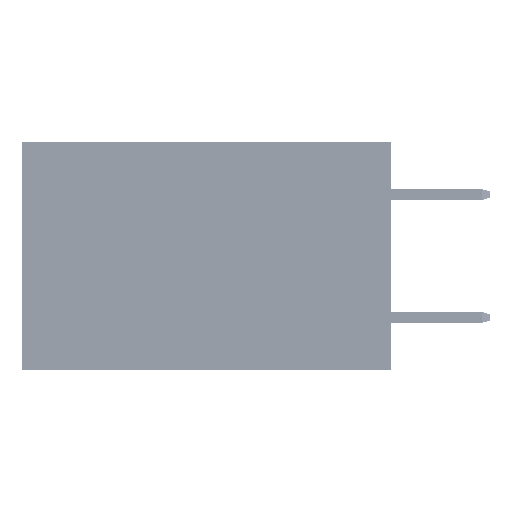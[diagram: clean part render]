
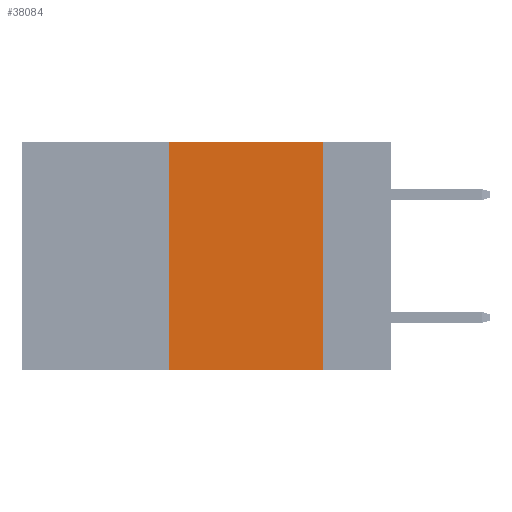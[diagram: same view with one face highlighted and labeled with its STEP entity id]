
A CAD part, left-side view. The second image highlights one B-rep face of the part: STEP entity #38084.
In plain terms, the highlighted planar face has unit normal (-1, 0, 0).
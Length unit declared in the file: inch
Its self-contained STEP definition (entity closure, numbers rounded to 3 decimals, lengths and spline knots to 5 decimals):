
#2716 = VECTOR ( 'NONE', #37213, 39.37008 ) ;
#3544 = DIRECTION ( 'NONE',  ( 0., 0., 1. ) ) ;
#3676 = VERTEX_POINT ( 'NONE', #8728 ) ;
#4321 = VECTOR ( 'NONE', #5883, 39.37008 ) ;
#4643 = LINE ( 'NONE', #44828, #11183 ) ;
#5306 = LINE ( 'NONE', #19898, #36503 ) ;
#5883 = DIRECTION ( 'NONE',  ( 0., -1., 0. ) ) ;
#6837 = CARTESIAN_POINT ( 'NONE',  ( 0., 0.36, 0. ) ) ;
#8728 = CARTESIAN_POINT ( 'NONE',  ( 0., 0.11, -0.37 ) ) ;
#9298 = FACE_OUTER_BOUND ( 'NONE', #21760, .T. ) ;
#9648 = DIRECTION ( 'NONE',  ( 1., 0., 0. ) ) ;
#10475 = CARTESIAN_POINT ( 'NONE',  ( 0., 0.11, 0. ) ) ;
#11183 = VECTOR ( 'NONE', #3544, 39.37008 ) ;
#11371 = VERTEX_POINT ( 'NONE', #10475 ) ;
#12639 = LINE ( 'NONE', #48334, #4321 ) ;
#13612 = AXIS2_PLACEMENT_3D ( 'NONE', #24553, #9648, #32269 ) ;
#15980 = DIRECTION ( 'NONE',  ( 0., -1., 0. ) ) ;
#17196 = EDGE_CURVE ( 'NONE', #11371, #3676, #18070, .T. ) ;
#18070 = LINE ( 'NONE', #41311, #2716 ) ;
#19898 = CARTESIAN_POINT ( 'NONE',  ( 0., 0.6, 0. ) ) ;
#21109 = PLANE ( 'NONE',  #13612 ) ;
#21760 = EDGE_LOOP ( 'NONE', ( #37228, #43310, #45386, #37573 ) ) ;
#24553 = CARTESIAN_POINT ( 'NONE',  ( 0., 0.6, 0. ) ) ;
#31294 = VERTEX_POINT ( 'NONE', #42266 ) ;
#31538 = EDGE_CURVE ( 'NONE', #31294, #3676, #12639, .T. ) ;
#32269 = DIRECTION ( 'NONE',  ( 0., 0., -1. ) ) ;
#36241 = EDGE_CURVE ( 'NONE', #31294, #45826, #4643, .T. ) ;
#36503 = VECTOR ( 'NONE', #15980, 39.37008 ) ;
#37213 = DIRECTION ( 'NONE',  ( 0., 0., -1. ) ) ;
#37228 = ORIENTED_EDGE ( 'NONE', *, *, #17196, .F. ) ;
#37573 = ORIENTED_EDGE ( 'NONE', *, *, #31538, .T. ) ;
#38084 = ADVANCED_FACE ( 'NONE', ( #9298 ), #21109, .F. ) ;
#41311 = CARTESIAN_POINT ( 'NONE',  ( 0., 0.11, 0. ) ) ;
#42266 = CARTESIAN_POINT ( 'NONE',  ( 0., 0.36, -0.37 ) ) ;
#43310 = ORIENTED_EDGE ( 'NONE', *, *, #44100, .F. ) ;
#44100 = EDGE_CURVE ( 'NONE', #45826, #11371, #5306, .T. ) ;
#44828 = CARTESIAN_POINT ( 'NONE',  ( 0., 0.36, 0. ) ) ;
#45386 = ORIENTED_EDGE ( 'NONE', *, *, #36241, .F. ) ;
#45826 = VERTEX_POINT ( 'NONE', #6837 ) ;
#48334 = CARTESIAN_POINT ( 'NONE',  ( 0., 0.6, -0.37 ) ) ;
